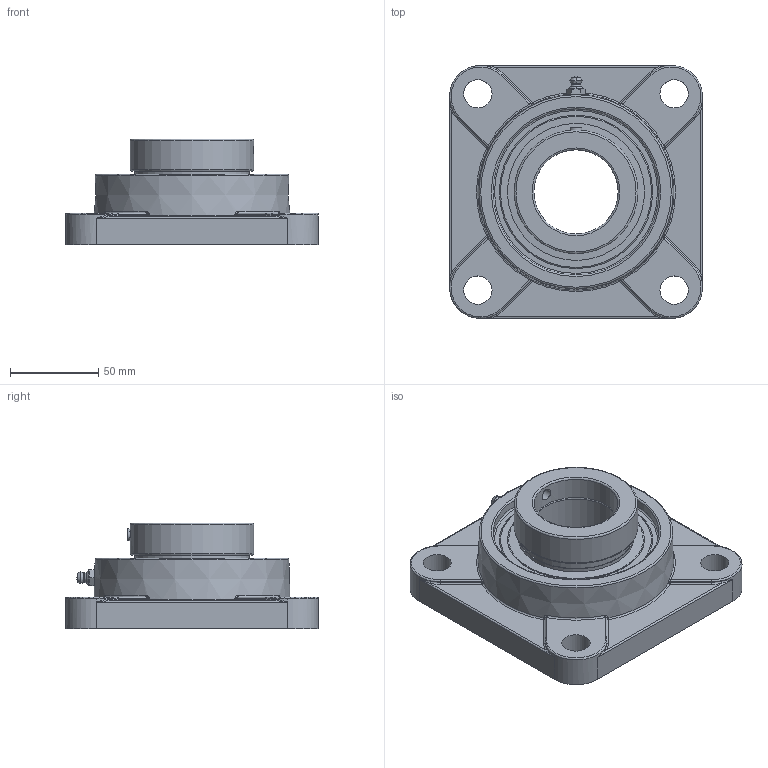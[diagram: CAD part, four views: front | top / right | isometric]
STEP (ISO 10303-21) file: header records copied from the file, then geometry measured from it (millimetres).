
FILE_DESCRIPTION(('HOOPS Exchange Step'),'2;1');
FILE_NAME('export-DD69C8B9-C91A-47EF-82FD-080B21932092.stp','2019-12-12T15:25:59-08:00',('ibuslach'),('Alibre'),'HOOPS Exchange 2019.2','Alibre','Unknown authorisation');
FILE_SCHEMA( ('AP242_MANAGED_MODEL_BASED_3D_ENGINEERING_MIM_LF {1 0 10303 442 1 1 4 }') );
Length unit declared in the file: centimetre
Products named in the file (8): MRN SF 210; UCP ZERK 6mm; SNC 210 SHIELD; SNC 210-30 COLLAR; SNC 210-30 RACES; SNC 207 SS; MRN SNC 210-30; MRN SNCF 210-30
Assembly tree (8 placements, depth 3):
  MRN SNCF 210-30
    MRN SF 210
    UCP ZERK 6mm
    MRN SNC 210-30
      SNC 210 SHIELD  x2
      SNC 210-30 COLLAR
      SNC 210-30 RACES
      SNC 207 SS
Bounding box: 143 x 143 x 59.89 mm (x, y, z)
Volume: 398872.3 mm3; surface area: 112832.1 mm2
Topology: 8 solids, 8 shells, 236 faces, 601 edges, 359 vertices
Faces by surface type: cylinder 68, plane 61, torus 41, bspline 28, sphere 19, cone 19
Full cylindrical faces by diameter (mm): 2.259 x2, 6 x2, 6.782 x3, 16 x4, 47.625 x2, 59.385 x2, 64.516 x4, 65.278 x2, 69.901 x1, 76.2 x2, 77.47 x2, 93.98 x1, 99.06 x1
Entity records: 11854 total; most frequent: CARTESIAN_POINT 6226, DIRECTION 1205, ORIENTED_EDGE 1112, EDGE_CURVE 556, AXIS2_PLACEMENT_3D 522, VERTEX_POINT 345, CIRCLE 297, EDGE_LOOP 259
